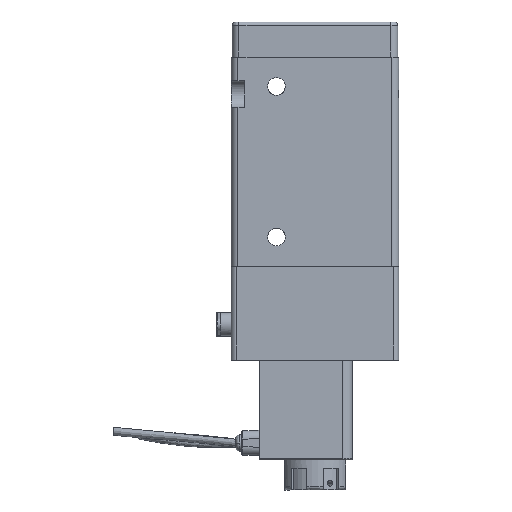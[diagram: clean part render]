
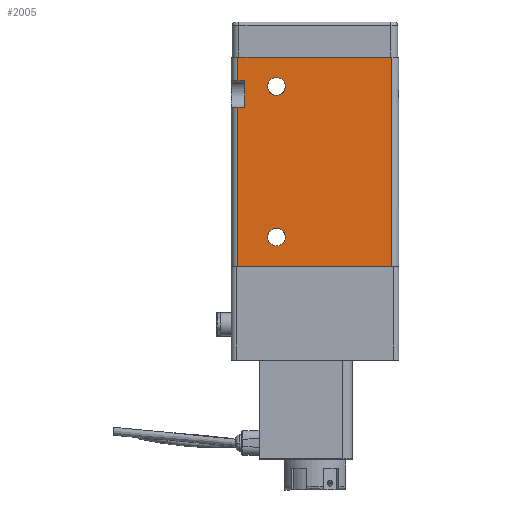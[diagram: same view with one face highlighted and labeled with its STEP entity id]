
A CAD part, left-side view. The second image highlights one B-rep face of the part: STEP entity #2005.
In plain terms, the highlighted planar face has unit normal (-1, 0, 0).
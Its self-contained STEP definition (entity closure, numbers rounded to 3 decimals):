
#294 = AXIS2_PLACEMENT_3D ( 'NONE', #8115, #21782, #10087 ) ;
#432 = LINE ( 'NONE', #16115, #10217 ) ;
#509 = LINE ( 'NONE', #24743, #24621 ) ;
#944 = VECTOR ( 'NONE', #10238, 1000. ) ;
#1022 = EDGE_CURVE ( 'NONE', #20217, #24179, #509, .T. ) ;
#1322 = CIRCLE ( 'NONE', #294, 2.65 ) ;
#1554 = LINE ( 'NONE', #4356, #944 ) ;
#1801 = EDGE_CURVE ( 'NONE', #18781, #18611, #23680, .T. ) ;
#1875 = DIRECTION ( 'NONE',  ( 0., 0., 1. ) ) ;
#1963 = DIRECTION ( 'NONE',  ( -1., 0., 0. ) ) ;
#2005 = ADVANCED_FACE ( 'NONE', ( #23977, #9016, #13583 ), #2220, .T. ) ;
#2053 = CARTESIAN_POINT ( 'NONE',  ( -33.037, 11.798, 25.15 ) ) ;
#2220 = PLANE ( 'NONE',  #12214 ) ;
#2979 = LINE ( 'NONE', #7012, #23144 ) ;
#3381 = CARTESIAN_POINT ( 'NONE',  ( -33.037, -22.702, -31.25 ) ) ;
#3396 = VERTEX_POINT ( 'NONE', #18212 ) ;
#3424 = CARTESIAN_POINT ( 'NONE',  ( -33.037, 23.298, -31.25 ) ) ;
#3602 = EDGE_CURVE ( 'NONE', #3396, #4036, #24380, .T. ) ;
#3638 = EDGE_CURVE ( 'NONE', #24563, #19680, #12781, .T. ) ;
#4036 = VERTEX_POINT ( 'NONE', #20424 ) ;
#4126 = EDGE_CURVE ( 'NONE', #19293, #3396, #2979, .T. ) ;
#4356 = CARTESIAN_POINT ( 'NONE',  ( -33.037, 21.298, -31.25 ) ) ;
#4983 = CARTESIAN_POINT ( 'NONE',  ( -33.037, 23.298, 31.25 ) ) ;
#5248 = CARTESIAN_POINT ( 'NONE',  ( -33.037, -24.702, -31.25 ) ) ;
#5317 = CARTESIAN_POINT ( 'NONE',  ( -33.037, -22.702, -31.25 ) ) ;
#6131 = VERTEX_POINT ( 'NONE', #7582 ) ;
#6389 = CARTESIAN_POINT ( 'NONE',  ( -33.037, 11.798, 19.85 ) ) ;
#6471 = CARTESIAN_POINT ( 'NONE',  ( -33.037, -22.702, 31.25 ) ) ;
#7012 = CARTESIAN_POINT ( 'NONE',  ( -33.037, 23.298, -31.25 ) ) ;
#7370 = DIRECTION ( 'NONE',  ( 1., 0., 0. ) ) ;
#7564 = ORIENTED_EDGE ( 'NONE', *, *, #13591, .T. ) ;
#7582 = CARTESIAN_POINT ( 'NONE',  ( -33.037, 23.298, -31.25 ) ) ;
#7718 = EDGE_LOOP ( 'NONE', ( #22987, #14128 ) ) ;
#7982 = EDGE_CURVE ( 'NONE', #4036, #20217, #1554, .T. ) ;
#8115 = CARTESIAN_POINT ( 'NONE',  ( -33.037, 11.798, -22.5 ) ) ;
#8325 = VERTEX_POINT ( 'NONE', #5317 ) ;
#8812 = VECTOR ( 'NONE', #18940, 1000. ) ;
#9002 = DIRECTION ( 'NONE',  ( 0., 0., -1. ) ) ;
#9016 = FACE_BOUND ( 'NONE', #7718, .T. ) ;
#9229 = LINE ( 'NONE', #3381, #24180 ) ;
#9711 = CARTESIAN_POINT ( 'NONE',  ( -33.037, 11.798, -19.85 ) ) ;
#9820 = DIRECTION ( 'NONE',  ( 0., 0., -1. ) ) ;
#9829 = CARTESIAN_POINT ( 'NONE',  ( -33.037, 11.798, -25.15 ) ) ;
#9903 = DIRECTION ( 'NONE',  ( 1., 0., 0. ) ) ;
#9983 = CARTESIAN_POINT ( 'NONE',  ( -33.037, 11.798, 22.5 ) ) ;
#10037 = DIRECTION ( 'NONE',  ( 1., 0., 0. ) ) ;
#10082 = AXIS2_PLACEMENT_3D ( 'NONE', #9983, #9903, #9820 ) ;
#10087 = DIRECTION ( 'NONE',  ( 0., 0., -1. ) ) ;
#10217 = VECTOR ( 'NONE', #14241, 1000. ) ;
#10238 = DIRECTION ( 'NONE',  ( 0., 0., -1. ) ) ;
#10777 = ORIENTED_EDGE ( 'NONE', *, *, #7982, .T. ) ;
#11148 = VECTOR ( 'NONE', #13162, 1000. ) ;
#12214 = AXIS2_PLACEMENT_3D ( 'NONE', #5248, #1963, #1875 ) ;
#12781 = CIRCLE ( 'NONE', #24158, 2.65 ) ;
#13054 = EDGE_LOOP ( 'NONE', ( #24719, #17235, #23937, #15070, #21803, #10777, #17517, #22100 ) ) ;
#13162 = DIRECTION ( 'NONE',  ( 0., 0., -1. ) ) ;
#13583 = FACE_BOUND ( 'NONE', #20438, .T. ) ;
#13591 = EDGE_CURVE ( 'NONE', #19680, #24563, #1322, .T. ) ;
#13759 = CARTESIAN_POINT ( 'NONE',  ( -33.037, 21.298, 16.25 ) ) ;
#13801 = VECTOR ( 'NONE', #19010, 1000. ) ;
#13834 = AXIS2_PLACEMENT_3D ( 'NONE', #21742, #10037, #23684 ) ;
#14128 = ORIENTED_EDGE ( 'NONE', *, *, #21316, .T. ) ;
#14241 = DIRECTION ( 'NONE',  ( 0., -1., 0. ) ) ;
#14432 = LINE ( 'NONE', #17056, #13801 ) ;
#14544 = CARTESIAN_POINT ( 'NONE',  ( -33.037, 23.298, 16.25 ) ) ;
#14773 = EDGE_CURVE ( 'NONE', #8325, #23548, #9229, .T. ) ;
#14781 = EDGE_CURVE ( 'NONE', #23548, #19293, #14432, .T. ) ;
#14912 = ORIENTED_EDGE ( 'NONE', *, *, #3638, .T. ) ;
#15070 = ORIENTED_EDGE ( 'NONE', *, *, #4126, .T. ) ;
#16115 = CARTESIAN_POINT ( 'NONE',  ( -33.037, -24.702, -31.25 ) ) ;
#16968 = LINE ( 'NONE', #3424, #11148 ) ;
#17056 = CARTESIAN_POINT ( 'NONE',  ( -33.037, -24.702, 31.25 ) ) ;
#17235 = ORIENTED_EDGE ( 'NONE', *, *, #14773, .T. ) ;
#17517 = ORIENTED_EDGE ( 'NONE', *, *, #1022, .T. ) ;
#18212 = CARTESIAN_POINT ( 'NONE',  ( -33.037, 23.298, 24.25 ) ) ;
#18611 = VERTEX_POINT ( 'NONE', #2053 ) ;
#18781 = VERTEX_POINT ( 'NONE', #6389 ) ;
#18940 = DIRECTION ( 'NONE',  ( 0., -1., 0. ) ) ;
#19010 = DIRECTION ( 'NONE',  ( 0., 1., 0. ) ) ;
#19099 = CARTESIAN_POINT ( 'NONE',  ( -33.037, 11.798, -22.5 ) ) ;
#19293 = VERTEX_POINT ( 'NONE', #4983 ) ;
#19680 = VERTEX_POINT ( 'NONE', #9711 ) ;
#20217 = VERTEX_POINT ( 'NONE', #13759 ) ;
#20424 = CARTESIAN_POINT ( 'NONE',  ( -33.037, 21.298, 24.25 ) ) ;
#20438 = EDGE_LOOP ( 'NONE', ( #14912, #7564 ) ) ;
#20890 = CARTESIAN_POINT ( 'NONE',  ( -33.037, -24.702, 24.25 ) ) ;
#21063 = DIRECTION ( 'NONE',  ( 0., 0., -1. ) ) ;
#21316 = EDGE_CURVE ( 'NONE', #18611, #18781, #22195, .T. ) ;
#21742 = CARTESIAN_POINT ( 'NONE',  ( -33.037, 11.798, 22.5 ) ) ;
#21757 = EDGE_CURVE ( 'NONE', #24179, #6131, #16968, .T. ) ;
#21782 = DIRECTION ( 'NONE',  ( 1., 0., 0. ) ) ;
#21803 = ORIENTED_EDGE ( 'NONE', *, *, #3602, .T. ) ;
#22100 = ORIENTED_EDGE ( 'NONE', *, *, #21757, .T. ) ;
#22195 = CIRCLE ( 'NONE', #13834, 2.65 ) ;
#22592 = EDGE_CURVE ( 'NONE', #6131, #8325, #432, .T. ) ;
#22707 = DIRECTION ( 'NONE',  ( 0., 1., 0. ) ) ;
#22987 = ORIENTED_EDGE ( 'NONE', *, *, #1801, .T. ) ;
#23144 = VECTOR ( 'NONE', #9002, 1000. ) ;
#23548 = VERTEX_POINT ( 'NONE', #6471 ) ;
#23680 = CIRCLE ( 'NONE', #10082, 2.65 ) ;
#23684 = DIRECTION ( 'NONE',  ( 0., 0., -1. ) ) ;
#23937 = ORIENTED_EDGE ( 'NONE', *, *, #14781, .T. ) ;
#23977 = FACE_OUTER_BOUND ( 'NONE', #13054, .T. ) ;
#24158 = AXIS2_PLACEMENT_3D ( 'NONE', #19099, #7370, #21063 ) ;
#24179 = VERTEX_POINT ( 'NONE', #14544 ) ;
#24180 = VECTOR ( 'NONE', #24804, 1000. ) ;
#24380 = LINE ( 'NONE', #20890, #8812 ) ;
#24563 = VERTEX_POINT ( 'NONE', #9829 ) ;
#24621 = VECTOR ( 'NONE', #22707, 1000. ) ;
#24719 = ORIENTED_EDGE ( 'NONE', *, *, #22592, .T. ) ;
#24743 = CARTESIAN_POINT ( 'NONE',  ( -33.037, -24.702, 16.25 ) ) ;
#24804 = DIRECTION ( 'NONE',  ( 0., 0., 1. ) ) ;
